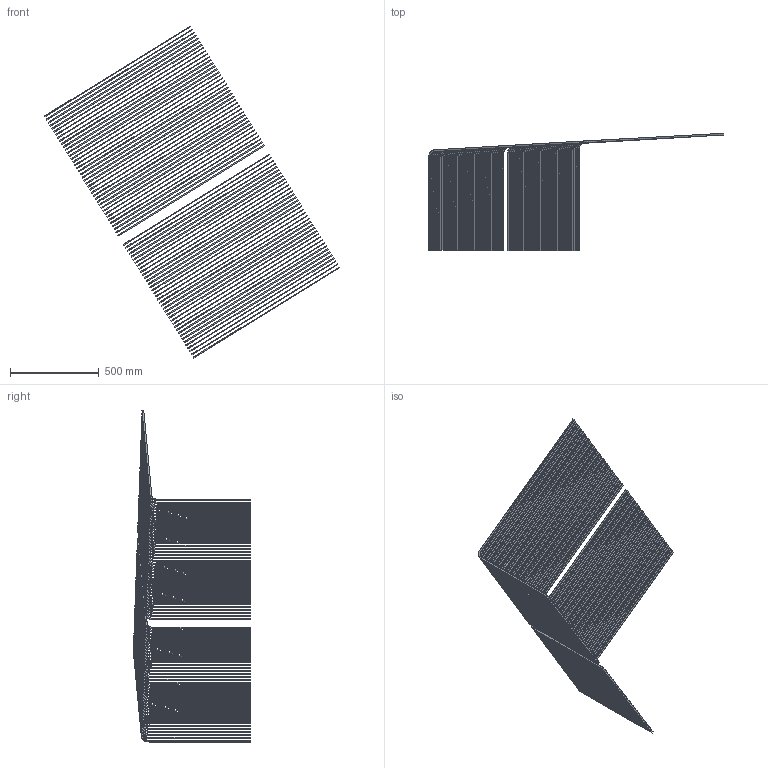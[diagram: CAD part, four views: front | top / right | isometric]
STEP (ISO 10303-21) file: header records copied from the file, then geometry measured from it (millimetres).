
FILE_DESCRIPTION(('FreeCAD Model'),'2;1');
FILE_NAME('detailed_HCLL/step/first_wall_coolant_sample_envelope_1.step' ,'2018-05-01T08:42:04',('FreeCAD'),('FreeCAD'), 'Open CASCADE STEP processor 7.2','FreeCAD','Unknown');
FILE_SCHEMA(('AUTOMOTIVE_DESIGN_CC2 { 1 2 10303 214 -1 1 5 4 }'));
Length unit declared in the file: millimetre
Products named in the file (79): Open CASCADE STEP translator 7.2 6; Open CASCADE STEP translator 7.2 6.1; Open CASCADE STEP translator 7.2 6.2; Open CASCADE STEP translator 7.2 6.3; Open CASCADE STEP translator 7.2 6.4; Open CASCADE STEP translator 7.2 6.5; Open CASCADE STEP translator 7.2 6.6; Open CASCADE STEP translator 7.2 6.7; Open CASCADE STEP translator 7.2 6.8; Open CASCADE STEP translator 7.2 6.9; Open CASCADE STEP translator 7.2 6.10; Open CASCADE STEP translator 7.2 6.11; Open CASCADE STEP translator 7.2 6.12; Open CASCADE STEP translator 7.2 6.13; Open CASCADE STEP translator 7.2 6.14; Open CASCADE STEP translator 7.2 6.15; Open CASCADE STEP translator 7.2 6.16; Open CASCADE STEP translator 7.2 6.17; Open CASCADE STEP translator 7.2 6.18; Open CASCADE STEP translator 7.2 6.19; Open CASCADE STEP translator 7.2 6.20; Open CASCADE STEP translator 7.2 6.21; Open CASCADE STEP translator 7.2 6.22; Open CASCADE STEP translator 7.2 6.23; Open CASCADE STEP translator 7.2 6.24; Open CASCADE STEP translator 7.2 6.25; Open CASCADE STEP translator 7.2 6.26; Open CASCADE STEP translator 7.2 6.27; Open CASCADE STEP translator 7.2 6.28; Open CASCADE STEP translator 7.2 6.29; Open CASCADE STEP translator 7.2 6.30; Open CASCADE STEP translator 7.2 6.31; Open CASCADE STEP translator 7.2 6.32; Open CASCADE STEP translator 7.2 6.33; Open CASCADE STEP translator 7.2 6.34; Open CASCADE STEP translator 7.2 6.35; Open CASCADE STEP translator 7.2 6.36; Open CASCADE STEP translator 7.2 6.37; Open CASCADE STEP translator 7.2 6.38; Open CASCADE STEP translator 7.2 6.39 ...
Assembly tree (78 placements, depth 2):
  Open CASCADE STEP translator 7.2 6
    Open CASCADE STEP translator 7.2 6.1
    Open CASCADE STEP translator 7.2 6.2
    Open CASCADE STEP translator 7.2 6.3
    Open CASCADE STEP translator 7.2 6.4
    Open CASCADE STEP translator 7.2 6.5
    Open CASCADE STEP translator 7.2 6.6
    Open CASCADE STEP translator 7.2 6.7
    Open CASCADE STEP translator 7.2 6.8
    Open CASCADE STEP translator 7.2 6.9
    Open CASCADE STEP translator 7.2 6.10
    Open CASCADE STEP translator 7.2 6.11
    Open CASCADE STEP translator 7.2 6.12
    Open CASCADE STEP translator 7.2 6.13
    Open CASCADE STEP translator 7.2 6.14
    Open CASCADE STEP translator 7.2 6.15
    Open CASCADE STEP translator 7.2 6.16
    Open CASCADE STEP translator 7.2 6.17
    Open CASCADE STEP translator 7.2 6.18
    Open CASCADE STEP translator 7.2 6.19
    Open CASCADE STEP translator 7.2 6.20
    Open CASCADE STEP translator 7.2 6.21
    Open CASCADE STEP translator 7.2 6.22
    Open CASCADE STEP translator 7.2 6.23
    Open CASCADE STEP translator 7.2 6.24
    Open CASCADE STEP translator 7.2 6.25
    Open CASCADE STEP translator 7.2 6.26
    Open CASCADE STEP translator 7.2 6.27
    Open CASCADE STEP translator 7.2 6.28
    Open CASCADE STEP translator 7.2 6.29
    Open CASCADE STEP translator 7.2 6.30
    Open CASCADE STEP translator 7.2 6.31
    Open CASCADE STEP translator 7.2 6.32
    Open CASCADE STEP translator 7.2 6.33
    Open CASCADE STEP translator 7.2 6.34
    Open CASCADE STEP translator 7.2 6.35
    Open CASCADE STEP translator 7.2 6.36
    Open CASCADE STEP translator 7.2 6.37
    Open CASCADE STEP translator 7.2 6.38
    Open CASCADE STEP translator 7.2 6.39
    Open CASCADE STEP translator 7.2 6.40
    Open CASCADE STEP translator 7.2 6.41
    Open CASCADE STEP translator 7.2 6.42
    Open CASCADE STEP translator 7.2 6.43
    Open CASCADE STEP translator 7.2 6.44
    Open CASCADE STEP translator 7.2 6.45
    Open CASCADE STEP translator 7.2 6.46
    Open CASCADE STEP translator 7.2 6.47
    Open CASCADE STEP translator 7.2 6.48
    Open CASCADE STEP translator 7.2 6.49
    Open CASCADE STEP translator 7.2 6.50
    Open CASCADE STEP translator 7.2 6.51
    Open CASCADE STEP translator 7.2 6.52
    Open CASCADE STEP translator 7.2 6.53
    Open CASCADE STEP translator 7.2 6.54
    Open CASCADE STEP translator 7.2 6.55
    Open CASCADE STEP translator 7.2 6.56
    Open CASCADE STEP translator 7.2 6.57
    Open CASCADE STEP translator 7.2 6.58
    Open CASCADE STEP translator 7.2 6.59
Bounding box: 1663.69 x 661.04 x 1869.91 mm (x, y, z)
Volume: 6209812.6 mm3; surface area: 3638470.9 mm2
Topology: 78 solids, 78 shells, 780 faces, 1872 edges, 1248 vertices
Faces by surface type: plane 624, cylinder 156
Entity records: 47440 total; most frequent: CARTESIAN_POINT 12715, DIRECTION 4838, ORIENTED_EDGE 3744, PCURVE 3744, DEFINITIONAL_REPRESENTATION 3744, B_SPLINE_CURVE_WITH_KNOTS 2808, LINE 2184, VECTOR 2184
